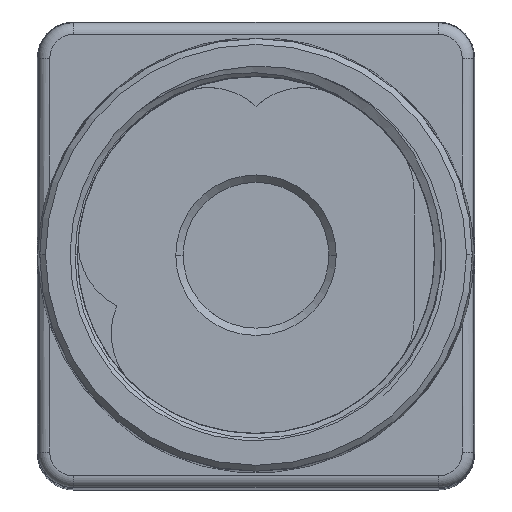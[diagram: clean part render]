
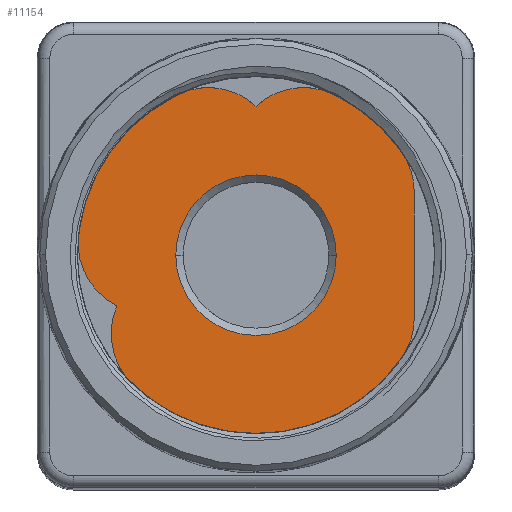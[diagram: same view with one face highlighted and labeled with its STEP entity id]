
A CAD part, top view. The second image highlights one B-rep face of the part: STEP entity #11154.
In plain terms, the highlighted planar face has unit normal (0, 0, 1).
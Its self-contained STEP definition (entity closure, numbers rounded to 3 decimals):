
#4530=CARTESIAN_POINT('',(-3.265,6.663,0.35));
#4531=DIRECTION('',(0.,0.,1.));
#4532=DIRECTION('',(0.676,0.737,0.));
#4533=AXIS2_PLACEMENT_3D('',#4530,#4531,#4532);
#4535=CARTESIAN_POINT('',(3.265,6.663,0.35));
#4536=DIRECTION('',(0.,0.,1.));
#4537=DIRECTION('',(0.44,0.898,0.));
#4538=AXIS2_PLACEMENT_3D('',#4535,#4536,#4537);
#4540=CARTESIAN_POINT('',(0.,0.,0.35));
#4541=DIRECTION('',(0.,0.,1.));
#4542=DIRECTION('',(0.811,0.585,0.));
#4543=AXIS2_PLACEMENT_3D('',#4540,#4541,#4542);
#4545=CARTESIAN_POINT('',(6.02,4.338,0.35));
#4546=DIRECTION('',(0.,0.,1.));
#4547=DIRECTION('',(1.,0.,0.));
#4548=AXIS2_PLACEMENT_3D('',#4545,#4546,#4547);
#4550=DIRECTION('',(0.,-1.,0.));
#4551=VECTOR('',#4550,8.675);
#4552=CARTESIAN_POINT('',(10.85,4.338,0.35));
#4553=LINE('',#4552,#4551);
#4554=CARTESIAN_POINT('',(6.02,-4.338,0.35));
#4555=DIRECTION('',(0.,0.,1.));
#4556=DIRECTION('',(0.811,-0.585,0.));
#4557=AXIS2_PLACEMENT_3D('',#4554,#4555,#4556);
#4559=CARTESIAN_POINT('',(0.,0.,0.35));
#4560=DIRECTION('',(0.,0.,1.));
#4561=DIRECTION('',(-0.688,-0.726,0.));
#4562=AXIS2_PLACEMENT_3D('',#4559,#4560,#4561);
#4564=CARTESIAN_POINT('',(-5.104,-5.386,0.35));
#4565=DIRECTION('',(0.,0.,1.));
#4566=DIRECTION('',(-0.918,0.396,0.));
#4567=AXIS2_PLACEMENT_3D('',#4564,#4565,#4566);
#4569=CARTESIAN_POINT('',(-7.372,0.845,0.35));
#4570=DIRECTION('',(0.,0.,1.));
#4571=DIRECTION('',(-0.993,0.114,0.));
#4572=AXIS2_PLACEMENT_3D('',#4569,#4570,#4571);
#4574=CARTESIAN_POINT('',(0.,0.,0.35));
#4575=DIRECTION('',(0.,0.,1.));
#4576=DIRECTION('',(-0.44,0.898,0.));
#4577=AXIS2_PLACEMENT_3D('',#4574,#4575,#4576);
#4626=CARTESIAN_POINT('',(0.,0.,0.35));
#4627=DIRECTION('',(0.,0.,1.));
#4628=DIRECTION('',(1.,0.,0.));
#4629=AXIS2_PLACEMENT_3D('',#4626,#4627,#4628);
#4644=CARTESIAN_POINT('',(0.,0.,0.35));
#4645=DIRECTION('',(0.,0.,1.));
#4646=DIRECTION('',(-1.,0.,0.));
#4647=AXIS2_PLACEMENT_3D('',#4644,#4645,#4646);
#7422=CARTESIAN_POINT('',(0.,10.222,0.35));
#7423=CARTESIAN_POINT('',(-5.39,11.,0.35));
#7424=VERTEX_POINT('',#7422);
#7425=VERTEX_POINT('',#7423);
#7426=CARTESIAN_POINT('',(5.39,11.,0.35));
#7427=VERTEX_POINT('',#7426);
#7428=CARTESIAN_POINT('',(10.85,4.338,0.35));
#7429=CARTESIAN_POINT('',(10.85,-4.338,0.35));
#7430=VERTEX_POINT('',#7428);
#7431=VERTEX_POINT('',#7429);
#7444=CARTESIAN_POINT('',(-8.426,-8.892,0.35));
#7445=CARTESIAN_POINT('',(9.939,-7.161,0.35));
#7446=VERTEX_POINT('',#7444);
#7447=VERTEX_POINT('',#7445);
#7448=CARTESIAN_POINT('',(9.939,7.161,0.35));
#7449=VERTEX_POINT('',#7448);
#7450=CARTESIAN_POINT('',(-12.17,1.396,0.35));
#7451=VERTEX_POINT('',#7450);
#7454=CARTESIAN_POINT('',(-9.538,-3.472,0.35));
#7455=VERTEX_POINT('',#7454);
#7462=CARTESIAN_POINT('',(-5.5,0.,0.35));
#7463=CARTESIAN_POINT('',(5.5,0.,0.35));
#7464=VERTEX_POINT('',#7462);
#7465=VERTEX_POINT('',#7463);
#11125=CARTESIAN_POINT('',(0.,0.,0.35));
#11126=DIRECTION('',(0.,0.,1.));
#11127=DIRECTION('',(-1.,0.,0.));
#11128=AXIS2_PLACEMENT_3D('',#11125,#11126,#11127);
#11129=PLANE('',#11128);
#11131=ORIENTED_EDGE('',*,*,#11130,.F.);
#11133=ORIENTED_EDGE('',*,*,#11132,.F.);
#11134=ORIENTED_EDGE('',*,*,#11077,.F.);
#11136=ORIENTED_EDGE('',*,*,#11135,.F.);
#11138=ORIENTED_EDGE('',*,*,#11137,.T.);
#11139=ORIENTED_EDGE('',*,*,#11116,.F.);
#11140=ORIENTED_EDGE('',*,*,#10053,.F.);
#11142=ORIENTED_EDGE('',*,*,#11141,.F.);
#11144=ORIENTED_EDGE('',*,*,#11143,.F.);
#11145=ORIENTED_EDGE('',*,*,#11085,.F.);
#11146=EDGE_LOOP('',(#11131,#11133,#11134,#11136,#11138,#11139,#11140,#11142,
#11144,#11145));
#11147=FACE_OUTER_BOUND('',#11146,.F.);
#11149=ORIENTED_EDGE('',*,*,#11148,.T.);
#11151=ORIENTED_EDGE('',*,*,#11150,.T.);
#11152=EDGE_LOOP('',(#11149,#11151));
#11153=FACE_BOUND('',#11152,.F.);
#11154=ADVANCED_FACE('',(#11147,#11153),#11129,.T.);
#4534=CIRCLE('',#4533,4.83);
#4539=CIRCLE('',#4538,4.83);
#4544=CIRCLE('',#4543,12.25);
#4549=CIRCLE('',#4548,4.83);
#4558=CIRCLE('',#4557,4.83);
#4563=CIRCLE('',#4562,12.25);
#4568=CIRCLE('',#4567,4.83);
#4573=CIRCLE('',#4572,4.83);
#4578=CIRCLE('',#4577,12.25);
#4630=CIRCLE('',#4629,5.5);
#4648=CIRCLE('',#4647,5.5);
#10053=EDGE_CURVE('',#7446,#7447,#4563,.T.);
#11077=EDGE_CURVE('',#7449,#7427,#4544,.T.);
#11085=EDGE_CURVE('',#7425,#7451,#4578,.T.);
#11116=EDGE_CURVE('',#7447,#7431,#4558,.T.);
#11130=EDGE_CURVE('',#7424,#7425,#4534,.T.);
#11132=EDGE_CURVE('',#7427,#7424,#4539,.T.);
#11135=EDGE_CURVE('',#7430,#7449,#4549,.T.);
#11137=EDGE_CURVE('',#7430,#7431,#4553,.T.);
#11141=EDGE_CURVE('',#7455,#7446,#4568,.T.);
#11143=EDGE_CURVE('',#7451,#7455,#4573,.T.);
#11148=EDGE_CURVE('',#7465,#7464,#4630,.T.);
#11150=EDGE_CURVE('',#7464,#7465,#4648,.T.);
